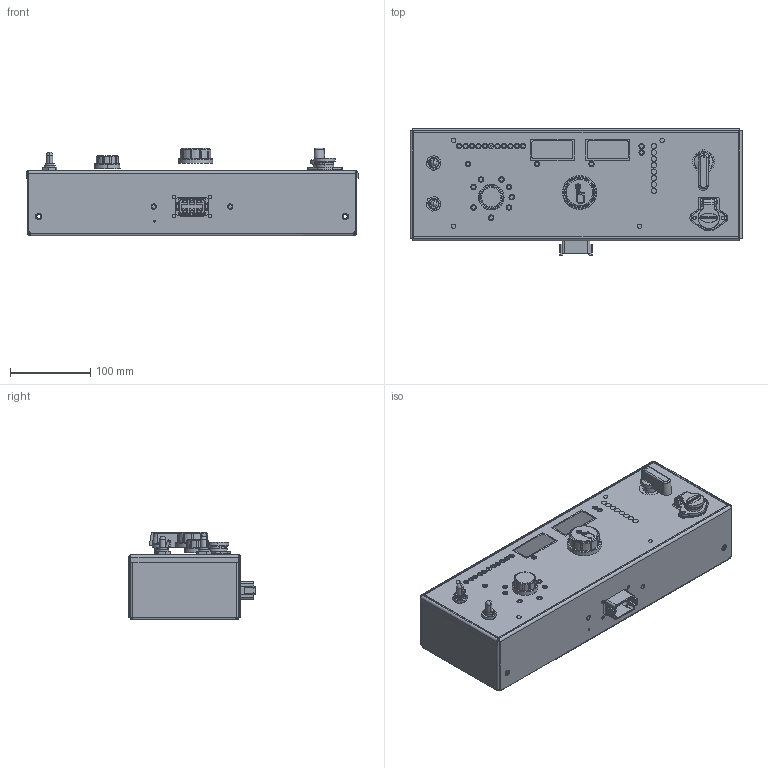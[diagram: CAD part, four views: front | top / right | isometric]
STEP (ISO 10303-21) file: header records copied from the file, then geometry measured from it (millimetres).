
FILE_DESCRIPTION (( 'STEP AP214' ), '1' );
FILE_NAME ('301510 Surfaces.STEP', '2024-03-12T18:49:09', ( '' ), ( '' ), 'SwSTEP 2.0', 'SolidWorks 2022', '' );
FILE_SCHEMA (( 'AUTOMOTIVE_DESIGN' ));
Length unit declared in the file: inch
Products named in the file (1): 301510 Surfaces
Bounding box: 412.5 x 157.73 x 108.62 mm (x, y, z)
Surface area: 526730.1 mm2 (no closed solid volume)
Topology: 0 solids, 51 shells, 843 faces, 3390 edges, 2533 vertices
Faces by surface type: cylinder 349, plane 328, bspline 94, cone 50, torus 14, sphere 8
Entity records: 51172 total; most frequent: CARTESIAN_POINT 12832, DIRECTION 5471, ORIENTED_EDGE 5138, EDGE_CURVE 3372, VERTEX_POINT 2526, AXIS2_PLACEMENT_3D 1910, VECTOR 1651, LINE 1651
